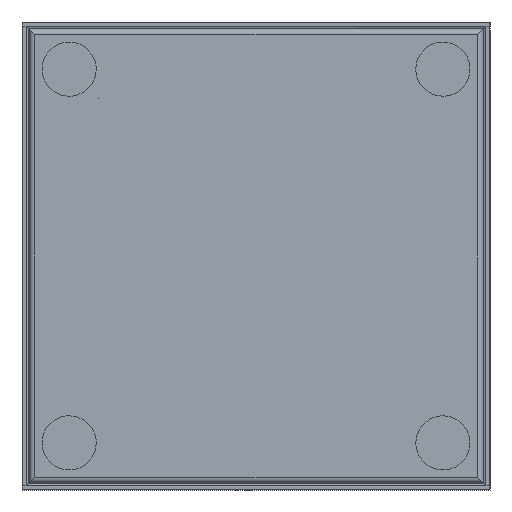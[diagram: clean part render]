
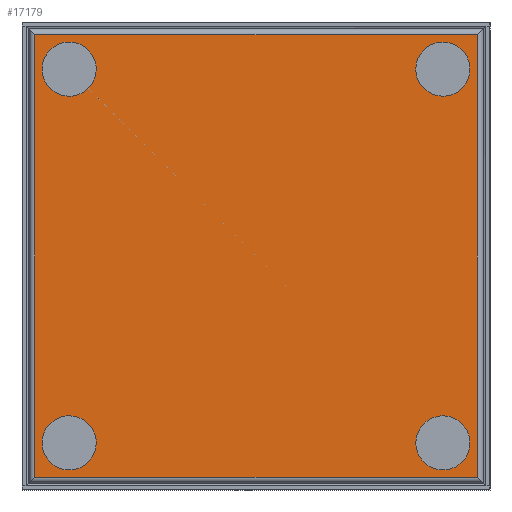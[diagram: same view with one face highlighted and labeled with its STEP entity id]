
A CAD part, front view. The second image highlights one B-rep face of the part: STEP entity #17179.
In plain terms, the highlighted face is planar.
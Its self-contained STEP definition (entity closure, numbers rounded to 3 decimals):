
#16634=DIRECTION('',(0.,-1.,0.));
#16635=VECTOR('',#16634,118.3);
#16636=CARTESIAN_POINT('',(-59.15,59.15,1.));
#16637=LINE('',#16636,#16635);
#16638=CARTESIAN_POINT('',(-59.15,-59.15,1.));
#16808=DIRECTION('',(1.,0.,0.));
#16809=VECTOR('',#16808,118.3);
#16810=CARTESIAN_POINT('',(-59.15,-59.15,1.));
#16811=LINE('',#16810,#16809);
#16812=CARTESIAN_POINT('',(59.15,-59.15,1.));
#16826=DIRECTION('',(-1.,0.,0.));
#16827=VECTOR('',#16826,118.3);
#16828=CARTESIAN_POINT('',(59.15,59.15,1.));
#16829=LINE('',#16828,#16827);
#16830=CARTESIAN_POINT('',(-59.15,59.15,1.));
#16848=DIRECTION('',(0.,1.,0.));
#16849=VECTOR('',#16848,118.3);
#16850=CARTESIAN_POINT('',(59.15,-59.15,1.));
#16851=LINE('',#16850,#16849);
#16852=CARTESIAN_POINT('',(59.15,59.15,1.));
#16890=VERTEX_POINT('',#16852);
#16892=VERTEX_POINT('',#16812);
#16894=VERTEX_POINT('',#16830);
#16896=VERTEX_POINT('',#16638);
#17166=CARTESIAN_POINT('',(0.,0.,1.));
#17167=DIRECTION('',(0.,0.,-1.));
#17168=DIRECTION('',(-1.,0.,0.));
#17169=AXIS2_PLACEMENT_3D('',#17166,#17167,#17168);
#17170=PLANE('',#17169);
#17172=ORIENTED_EDGE('',*,*,#17171,.F.);
#17174=ORIENTED_EDGE('',*,*,#17173,.F.);
#17175=ORIENTED_EDGE('',*,*,#17159,.F.);
#17176=ORIENTED_EDGE('',*,*,#16923,.F.);
#17177=EDGE_LOOP('',(#17172,#17174,#17175,#17176));
#17178=FACE_OUTER_BOUND('',#17177,.F.);
#17179=ADVANCED_FACE('',(#17178),#17170,.F.);
#16923=EDGE_CURVE('',#16894,#16896,#16637,.T.);
#17159=EDGE_CURVE('',#16896,#16892,#16811,.T.);
#17171=EDGE_CURVE('',#16890,#16894,#16829,.T.);
#17173=EDGE_CURVE('',#16892,#16890,#16851,.T.);
